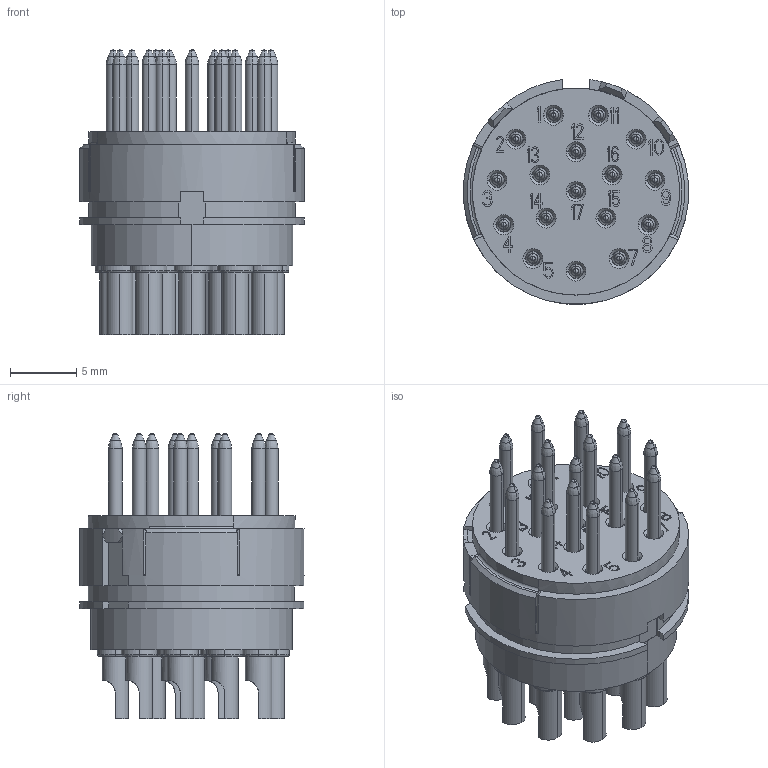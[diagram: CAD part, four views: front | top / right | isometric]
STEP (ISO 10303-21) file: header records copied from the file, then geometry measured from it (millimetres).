
FILE_DESCRIPTION((''),'2;1');
FILE_NAME('1601727','2015-09-09T',('feitelbuss'),(''),'PRO/ENGINEER BY PARAMETRIC TECHNOLOGY CORPORATION, 2014200','PRO/ENGINEER BY PARAMETRIC TECHNOLOGY CORPORATION, 2014200','');
FILE_SCHEMA(('AUTOMOTIVE_DESIGN { 1 0 10303 214 1 1 1 1 }'));
Length unit declared in the file: millimetre
Products named in the file (1): 1601727
Bounding box: 16.94 x 16.93 x 21.5 mm (x, y, z)
Volume: 2278.4 mm3; surface area: 2080.9 mm2
Topology: 1 solids, 1 shells, 1941 faces, 5270 edges, 3412 vertices
Faces by surface type: plane 1514, cylinder 215, cone 104, bspline 38, torus 36, sphere 34
Entity records: 61727 total; most frequent: CARTESIAN_POINT 12736, ORIENTED_EDGE 10404, DIRECTION 9589, EDGE_CURVE 5202, VECTOR 4397, LINE 4397, VERTEX_POINT 3412, AXIS2_PLACEMENT_3D 2596
